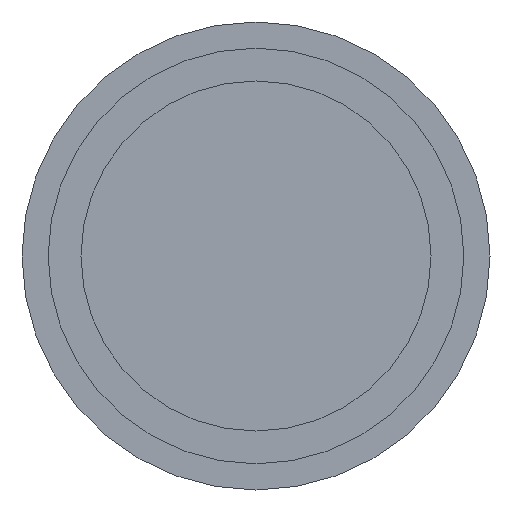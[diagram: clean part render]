
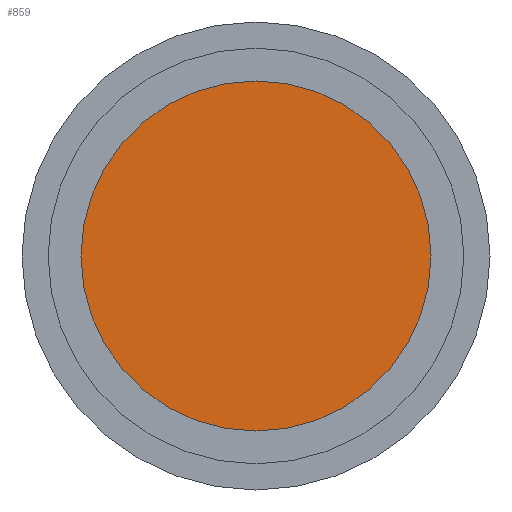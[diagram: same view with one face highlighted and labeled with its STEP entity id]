
A CAD part, front view. The second image highlights one B-rep face of the part: STEP entity #859.
In plain terms, the highlighted planar face has unit normal (0, -1, 0).
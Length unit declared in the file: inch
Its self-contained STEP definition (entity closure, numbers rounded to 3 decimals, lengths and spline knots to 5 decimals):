
#49 = AXIS2_PLACEMENT_3D ( 'NONE', #267, #271, #272 ) ;
#54 = AXIS2_PLACEMENT_3D ( 'NONE', #276, #280, #281 ) ;
#238 = CARTESIAN_POINT ( 'NONE',  ( 0.374, -0.157, 0. ) ) ;
#239 = CARTESIAN_POINT ( 'NONE',  ( -0.374, -0.157, 0. ) ) ;
#267 = CARTESIAN_POINT ( 'NONE',  ( 0., -0.157, 0. ) ) ;
#271 = DIRECTION ( 'NONE',  ( 0., -1., 0. ) ) ;
#272 = DIRECTION ( 'NONE',  ( 1., 0., 0. ) ) ;
#276 = CARTESIAN_POINT ( 'NONE',  ( 0., -0.157, 0. ) ) ;
#280 = DIRECTION ( 'NONE',  ( 0., -1., 0. ) ) ;
#281 = DIRECTION ( 'NONE',  ( 1., 0., 0. ) ) ;
#360 = PLANE ( 'NONE',  #526 ) ;
#361 = CARTESIAN_POINT ( 'NONE',  ( 0., -0.157, 0. ) ) ;
#362 = DIRECTION ( 'NONE',  ( 0., -1., 0. ) ) ;
#363 = DIRECTION ( 'NONE',  ( 1., 0., 0. ) ) ;
#498 = CIRCLE ( 'NONE', #49, 0.374 ) ;
#500 = CIRCLE ( 'NONE', #54, 0.374 ) ;
#524 = FACE_OUTER_BOUND ( 'NONE', #747, .T. ) ;
#526 = AXIS2_PLACEMENT_3D ( 'NONE', #361, #362, #363 ) ;
#607 = VERTEX_POINT ( 'NONE', #238 ) ;
#608 = VERTEX_POINT ( 'NONE', #239 ) ;
#676 = ORIENTED_EDGE ( 'NONE', *, *, #825, .T. ) ;
#677 = ORIENTED_EDGE ( 'NONE', *, *, #822, .T. ) ;
#747 = EDGE_LOOP ( 'NONE', ( #676, #677 ) ) ;
#822 = EDGE_CURVE ( 'NONE', #607, #608, #498, .T. ) ;
#825 = EDGE_CURVE ( 'NONE', #608, #607, #500, .T. ) ;
#859 = ADVANCED_FACE ( 'NONE', ( #524 ), #360, .T. ) ;
